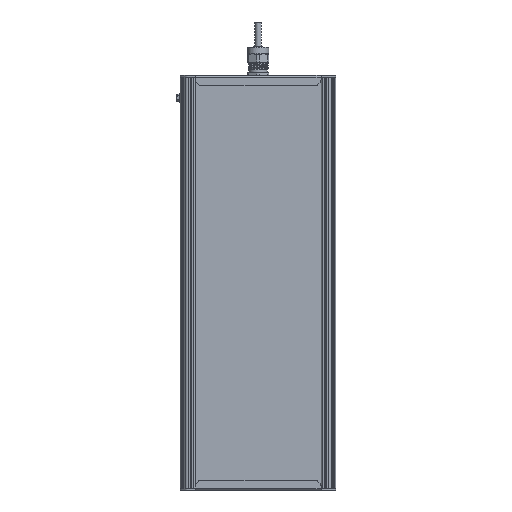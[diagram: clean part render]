
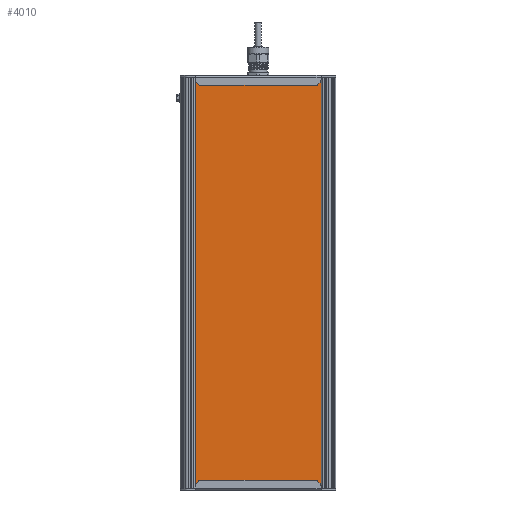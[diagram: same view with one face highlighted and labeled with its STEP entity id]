
A CAD part, front view. The second image highlights one B-rep face of the part: STEP entity #4010.
In plain terms, the highlighted face is planar.
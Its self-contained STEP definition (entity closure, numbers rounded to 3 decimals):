
#4010=ADVANCED_FACE('',(#8214),#8216,.T.);
#8214=FACE_BOUND('',#8215,.T.);
#8215=EDGE_LOOP('',(#37434,#37435,#37436,#37437));
#8216=PLANE('',#8217);
#8217=AXIS2_PLACEMENT_3D('',#8218,#8219,#8220);
#8218=CARTESIAN_POINT('',(2111.497,401.002,-34.582));
#8219=DIRECTION('',(0.,0.,-1.));
#8220=DIRECTION('',(0.,1.,0.));
#37434=ORIENTED_EDGE('',*,*,#43572,.F.);
#37435=ORIENTED_EDGE('',*,*,#43571,.T.);
#37436=ORIENTED_EDGE('',*,*,#43573,.F.);
#37437=ORIENTED_EDGE('',*,*,#43563,.F.);
#43563=EDGE_CURVE('',#48069,#48072,#48073,.T.);
#43571=EDGE_CURVE('',#48082,#48084,#48086,.T.);
#43572=EDGE_CURVE('',#48082,#48069,#48087,.T.);
#43573=EDGE_CURVE('',#48072,#48084,#48088,.T.);
#48069=VERTEX_POINT('',#57489);
#48072=VERTEX_POINT('',#57494);
#48073=LINE('',#57495,#57496);
#48082=VERTEX_POINT('',#57516);
#48084=VERTEX_POINT('',#57520);
#48086=LINE('',#57524,#57525);
#48087=LINE('',#57527,#57528);
#48088=LINE('',#57530,#57531);
#57489=CARTESIAN_POINT('',(2111.497,401.002,-34.582));
#57494=CARTESIAN_POINT('',(2607.497,401.002,-34.582));
#57495=CARTESIAN_POINT('',(2111.497,401.002,-34.582));
#57496=VECTOR('',#57497,1.);
#57497=DIRECTION('',(1.,0.,0.));
#57516=CARTESIAN_POINT('',(2111.497,565.13,-34.582));
#57520=CARTESIAN_POINT('',(2607.497,565.13,-34.582));
#57524=CARTESIAN_POINT('',(2111.497,565.13,-34.582));
#57525=VECTOR('',#57526,1.);
#57526=DIRECTION('',(1.,0.,0.));
#57527=CARTESIAN_POINT('',(2111.497,565.13,-34.582));
#57528=VECTOR('',#57529,1.);
#57529=DIRECTION('',(0.,-1.,0.));
#57530=CARTESIAN_POINT('',(2607.497,401.002,-34.582));
#57531=VECTOR('',#57532,1.);
#57532=DIRECTION('',(0.,1.,0.));
